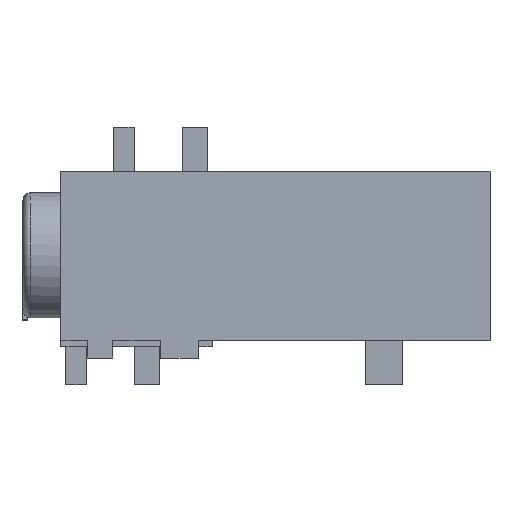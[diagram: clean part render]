
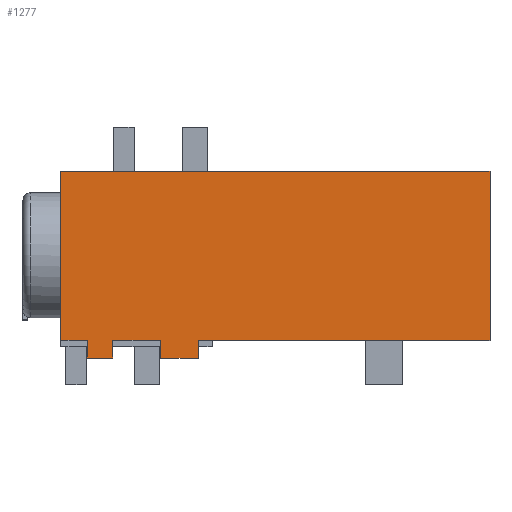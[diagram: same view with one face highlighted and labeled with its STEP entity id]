
A CAD part, top view. The second image highlights one B-rep face of the part: STEP entity #1277.
In plain terms, the highlighted planar face has unit normal (0, 0, 1).
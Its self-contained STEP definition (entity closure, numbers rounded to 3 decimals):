
#372=CARTESIAN_POINT('',(0.,-3.35,5.));
#373=VERTEX_POINT('',#372);
#380=CARTESIAN_POINT('',(0.,0.,5.));
#381=VERTEX_POINT('',#380);
#382=CARTESIAN_POINT('',(0.,0.,5.));
#383=DIRECTION('',(0.,-1.,0.));
#384=VECTOR('',#383,3.35);
#385=LINE('',#382,#384);
#386=EDGE_CURVE('',#381,#373,#385,.T.);
#705=CARTESIAN_POINT('',(1.05,-3.35,5.));
#706=VERTEX_POINT('',#705);
#721=CARTESIAN_POINT('',(1.05,-4.05,5.));
#722=VERTEX_POINT('',#721);
#729=CARTESIAN_POINT('',(1.05,-3.35,5.));
#730=DIRECTION('',(0.,-1.,0.));
#731=VECTOR('',#730,0.7);
#732=LINE('',#729,#731);
#733=EDGE_CURVE('',#706,#722,#732,.T.);
#743=CARTESIAN_POINT('',(2.05,-3.35,5.));
#744=VERTEX_POINT('',#743);
#753=CARTESIAN_POINT('',(2.05,-4.05,5.));
#754=VERTEX_POINT('',#753);
#755=CARTESIAN_POINT('',(2.05,-3.35,5.));
#756=DIRECTION('',(0.,-1.,0.));
#757=VECTOR('',#756,0.7);
#758=LINE('',#755,#757);
#759=EDGE_CURVE('',#744,#754,#758,.T.);
#807=CARTESIAN_POINT('',(2.05,-4.05,5.));
#808=DIRECTION('',(-1.,0.,-0.));
#809=VECTOR('',#808,1.);
#810=LINE('',#807,#809);
#811=EDGE_CURVE('',#754,#722,#810,.T.);
#880=CARTESIAN_POINT('',(17.,-3.35,5.));
#881=VERTEX_POINT('',#880);
#888=CARTESIAN_POINT('',(5.45,-3.35,5.));
#889=VERTEX_POINT('',#888);
#890=CARTESIAN_POINT('',(5.45,-3.35,5.));
#891=DIRECTION('',(1.,0.,-0.));
#892=VECTOR('',#891,11.55);
#893=LINE('',#890,#892);
#894=EDGE_CURVE('',#889,#881,#893,.T.);
#912=CARTESIAN_POINT('',(3.95,-3.35,5.));
#913=VERTEX_POINT('',#912);
#920=CARTESIAN_POINT('',(2.05,-3.35,5.));
#921=DIRECTION('',(1.,0.,-0.));
#922=VECTOR('',#921,1.9);
#923=LINE('',#920,#922);
#924=EDGE_CURVE('',#744,#913,#923,.T.);
#929=CARTESIAN_POINT('',(0.,-3.35,5.));
#930=DIRECTION('',(1.,0.,-0.));
#931=VECTOR('',#930,1.05);
#932=LINE('',#929,#931);
#933=EDGE_CURVE('',#373,#706,#932,.T.);
#1051=CARTESIAN_POINT('',(3.95,-4.05,5.));
#1052=VERTEX_POINT('',#1051);
#1059=CARTESIAN_POINT('',(3.95,-3.35,5.));
#1060=DIRECTION('',(0.,-1.,0.));
#1061=VECTOR('',#1060,0.7);
#1062=LINE('',#1059,#1061);
#1063=EDGE_CURVE('',#913,#1052,#1062,.T.);
#1074=CARTESIAN_POINT('',(5.45,-4.05,5.));
#1075=VERTEX_POINT('',#1074);
#1076=CARTESIAN_POINT('',(5.45,-3.35,5.));
#1077=DIRECTION('',(0.,-1.,0.));
#1078=VECTOR('',#1077,0.7);
#1079=LINE('',#1076,#1078);
#1080=EDGE_CURVE('',#889,#1075,#1079,.T.);
#1123=CARTESIAN_POINT('',(5.45,-4.05,5.));
#1124=DIRECTION('',(-1.,0.,0.));
#1125=VECTOR('',#1124,1.5);
#1126=LINE('',#1123,#1125);
#1127=EDGE_CURVE('',#1075,#1052,#1126,.T.);
#1162=CARTESIAN_POINT('',(0.,3.35,5.));
#1163=VERTEX_POINT('',#1162);
#1164=CARTESIAN_POINT('',(0.,3.35,5.));
#1165=DIRECTION('',(0.,-1.,0.));
#1166=VECTOR('',#1165,3.35);
#1167=LINE('',#1164,#1166);
#1168=EDGE_CURVE('',#1163,#381,#1167,.T.);
#1218=CARTESIAN_POINT('',(17.,3.35,5.));
#1219=VERTEX_POINT('',#1218);
#1220=CARTESIAN_POINT('',(17.,3.35,5.));
#1221=DIRECTION('',(-1.,0.,0.));
#1222=VECTOR('',#1221,17.);
#1223=LINE('',#1220,#1222);
#1224=EDGE_CURVE('',#1219,#1163,#1223,.T.);
#1247=CARTESIAN_POINT('',(17.,-3.35,5.));
#1248=DIRECTION('',(0.,1.,0.));
#1249=VECTOR('',#1248,6.7);
#1250=LINE('',#1247,#1249);
#1251=EDGE_CURVE('',#881,#1219,#1250,.T.);
#1257=CARTESIAN_POINT('',(8.5,0.,5.));
#1258=DIRECTION('',(0.,0.,1.));
#1259=DIRECTION('',(1.,0.,0.));
#1260=AXIS2_PLACEMENT_3D('',#1257,#1258,#1259);
#1261=PLANE('',#1260);
#1262=ORIENTED_EDGE('',*,*,#933,.T.);
#1263=ORIENTED_EDGE('',*,*,#733,.T.);
#1264=ORIENTED_EDGE('',*,*,#811,.F.);
#1265=ORIENTED_EDGE('',*,*,#759,.F.);
#1266=ORIENTED_EDGE('',*,*,#924,.T.);
#1267=ORIENTED_EDGE('',*,*,#1063,.T.);
#1268=ORIENTED_EDGE('',*,*,#1127,.F.);
#1269=ORIENTED_EDGE('',*,*,#1080,.F.);
#1270=ORIENTED_EDGE('',*,*,#894,.T.);
#1271=ORIENTED_EDGE('',*,*,#1251,.T.);
#1272=ORIENTED_EDGE('',*,*,#1224,.T.);
#1273=ORIENTED_EDGE('',*,*,#1168,.T.);
#1274=ORIENTED_EDGE('',*,*,#386,.T.);
#1275=EDGE_LOOP('',(#1262,#1263,#1264,#1265,#1266,#1267,#1268,#1269,#1270,#1271,#1272,#1273,#1274));
#1276=FACE_BOUND('',#1275,.T.);
#1277=ADVANCED_FACE('',(#1276),#1261,.T.);
